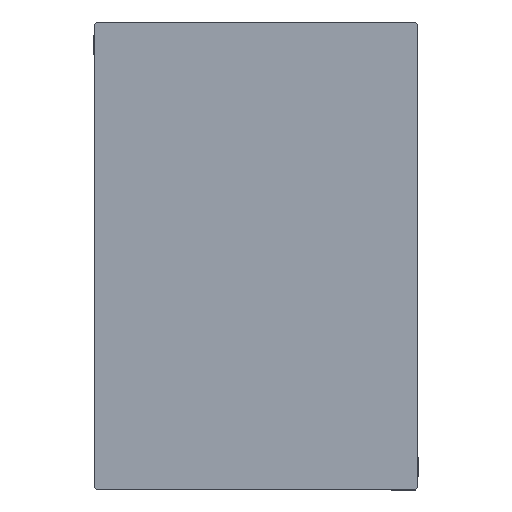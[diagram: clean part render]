
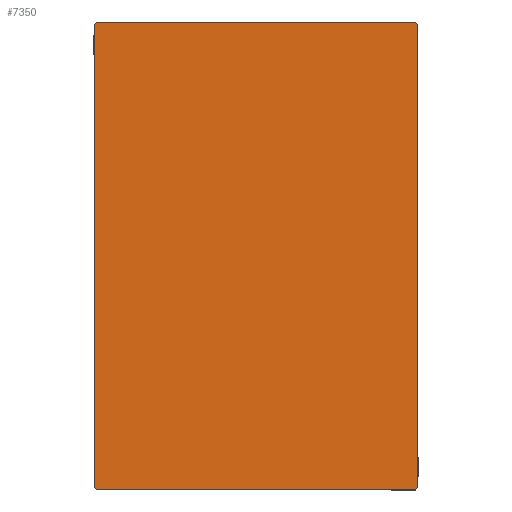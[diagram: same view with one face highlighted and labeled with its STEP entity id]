
A CAD part, left-side view. The second image highlights one B-rep face of the part: STEP entity #7350.
In plain terms, the highlighted face is planar.
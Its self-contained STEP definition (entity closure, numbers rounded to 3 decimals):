
#416 = CARTESIAN_POINT ( 'NONE',  ( 130., -22.5, -32.5 ) ) ;
#425 = EDGE_CURVE ( 'NONE', #10225, #35569, #19230, .T. ) ;
#1878 = DIRECTION ( 'NONE',  ( 1., 0., 0. ) ) ;
#2727 = EDGE_CURVE ( 'NONE', #35569, #33790, #18877, .T. ) ;
#3485 = DIRECTION ( 'NONE',  ( 0., 0.707, -0.707 ) ) ;
#4704 = VERTEX_POINT ( 'NONE', #22025 ) ;
#4713 = FACE_OUTER_BOUND ( 'NONE', #30725, .T. ) ;
#5043 = CARTESIAN_POINT ( 'NONE',  ( 130., 22.5, 32.5 ) ) ;
#5971 = VECTOR ( 'NONE', #39729, 1000. ) ;
#7082 = VECTOR ( 'NONE', #45096, 1000. ) ;
#7350 = ADVANCED_FACE ( 'NONE', ( #4713 ), #15352, .T. ) ;
#8618 = ORIENTED_EDGE ( 'NONE', *, *, #33282, .T. ) ;
#9422 = EDGE_CURVE ( 'NONE', #22483, #13712, #33972, .T. ) ;
#9423 = CARTESIAN_POINT ( 'NONE',  ( 130., 22.2, 32.5 ) ) ;
#9434 = ORIENTED_EDGE ( 'NONE', *, *, #42281, .T. ) ;
#10225 = VERTEX_POINT ( 'NONE', #9423 ) ;
#10489 = CARTESIAN_POINT ( 'NONE',  ( 130., 22.5, -32.2 ) ) ;
#10695 = CARTESIAN_POINT ( 'NONE',  ( 130., 27.35, 27.35 ) ) ;
#13266 = LINE ( 'NONE', #41855, #18693 ) ;
#13712 = VERTEX_POINT ( 'NONE', #43084 ) ;
#14119 = CARTESIAN_POINT ( 'NONE',  ( 130., -22.5, 32.2 ) ) ;
#15352 = PLANE ( 'NONE',  #37950 ) ;
#16183 = EDGE_CURVE ( 'NONE', #33790, #33410, #23925, .T. ) ;
#18066 = VERTEX_POINT ( 'NONE', #43671 ) ;
#18693 = VECTOR ( 'NONE', #46097, 1000. ) ;
#18877 = LINE ( 'NONE', #35886, #19833 ) ;
#19230 = LINE ( 'NONE', #5043, #25032 ) ;
#19326 = ORIENTED_EDGE ( 'NONE', *, *, #39997, .T. ) ;
#19833 = VECTOR ( 'NONE', #22184, 1000. ) ;
#20396 = CARTESIAN_POINT ( 'NONE',  ( 130., -22.5, 32.5 ) ) ;
#21304 = DIRECTION ( 'NONE',  ( 0., 0., -1. ) ) ;
#22025 = CARTESIAN_POINT ( 'NONE',  ( 130., -22.2, -32.5 ) ) ;
#22184 = DIRECTION ( 'NONE',  ( 0., -0.707, -0.707 ) ) ;
#22483 = VERTEX_POINT ( 'NONE', #10489 ) ;
#23925 = LINE ( 'NONE', #20396, #38313 ) ;
#24545 = CARTESIAN_POINT ( 'NONE',  ( 130., -27.35, -27.35 ) ) ;
#25032 = VECTOR ( 'NONE', #30082, 1000. ) ;
#25680 = CARTESIAN_POINT ( 'NONE',  ( 130., -22.2, 32.5 ) ) ;
#26918 = CARTESIAN_POINT ( 'NONE',  ( 130., 0., 0. ) ) ;
#26961 = ORIENTED_EDGE ( 'NONE', *, *, #425, .T. ) ;
#27358 = CARTESIAN_POINT ( 'NONE',  ( 130., 22.5, -32.5 ) ) ;
#29752 = DIRECTION ( 'NONE',  ( 0., 0., -1. ) ) ;
#30082 = DIRECTION ( 'NONE',  ( 0., -1., 0. ) ) ;
#30395 = ORIENTED_EDGE ( 'NONE', *, *, #2727, .T. ) ;
#30725 = EDGE_LOOP ( 'NONE', ( #9434, #8618, #44380, #19326, #26961, #30395, #39131, #37732 ) ) ;
#33186 = VECTOR ( 'NONE', #39398, 1000. ) ;
#33282 = EDGE_CURVE ( 'NONE', #18066, #22483, #13266, .T. ) ;
#33410 = VERTEX_POINT ( 'NONE', #41085 ) ;
#33790 = VERTEX_POINT ( 'NONE', #14119 ) ;
#33972 = LINE ( 'NONE', #27358, #7082 ) ;
#35569 = VERTEX_POINT ( 'NONE', #25680 ) ;
#35886 = CARTESIAN_POINT ( 'NONE',  ( 130., -27.35, 27.35 ) ) ;
#36318 = LINE ( 'NONE', #416, #33186 ) ;
#37732 = ORIENTED_EDGE ( 'NONE', *, *, #45894, .T. ) ;
#37950 = AXIS2_PLACEMENT_3D ( 'NONE', #26918, #1878, #29752 ) ;
#38313 = VECTOR ( 'NONE', #21304, 1000. ) ;
#39131 = ORIENTED_EDGE ( 'NONE', *, *, #16183, .T. ) ;
#39398 = DIRECTION ( 'NONE',  ( 0., 1., 0. ) ) ;
#39729 = DIRECTION ( 'NONE',  ( 0., -0.707, 0.707 ) ) ;
#39997 = EDGE_CURVE ( 'NONE', #13712, #10225, #43516, .T. ) ;
#41085 = CARTESIAN_POINT ( 'NONE',  ( 130., -22.5, -32.2 ) ) ;
#41855 = CARTESIAN_POINT ( 'NONE',  ( 130., 27.35, -27.35 ) ) ;
#42281 = EDGE_CURVE ( 'NONE', #4704, #18066, #36318, .T. ) ;
#42965 = LINE ( 'NONE', #24545, #43853 ) ;
#43084 = CARTESIAN_POINT ( 'NONE',  ( 130., 22.5, 32.2 ) ) ;
#43516 = LINE ( 'NONE', #10695, #5971 ) ;
#43671 = CARTESIAN_POINT ( 'NONE',  ( 130., 22.2, -32.5 ) ) ;
#43853 = VECTOR ( 'NONE', #3485, 1000. ) ;
#44380 = ORIENTED_EDGE ( 'NONE', *, *, #9422, .T. ) ;
#45096 = DIRECTION ( 'NONE',  ( 0., 0., 1. ) ) ;
#45894 = EDGE_CURVE ( 'NONE', #33410, #4704, #42965, .T. ) ;
#46097 = DIRECTION ( 'NONE',  ( 0., 0.707, 0.707 ) ) ;
